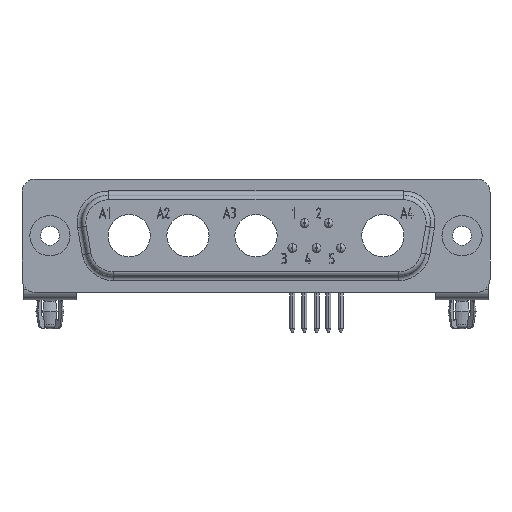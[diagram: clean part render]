
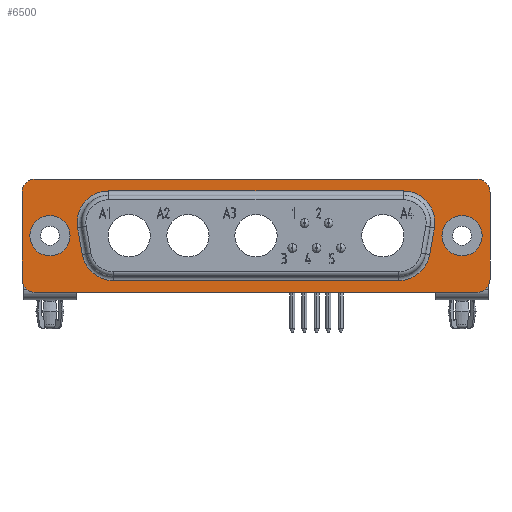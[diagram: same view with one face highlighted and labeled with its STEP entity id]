
A CAD part, front view. The second image highlights one B-rep face of the part: STEP entity #6500.
In plain terms, the highlighted face is planar.
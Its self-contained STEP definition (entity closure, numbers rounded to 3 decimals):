
#700=CARTESIAN_POINT('',(-220.901,214.697,0.66));
#710=DIRECTION('',(0.,0.,1.));
#720=DIRECTION('',(1.,0.,0.));
#730=AXIS2_PLACEMENT_3D('',#700,#710,#720);
#740=CIRCLE('',#730,1.5);
#750=CARTESIAN_POINT('',(-220.901,216.197,0.66));
#760=VERTEX_POINT('',#750);
#770=CARTESIAN_POINT('',(-222.401,214.697,0.66));
#780=VERTEX_POINT('',#770);
#790=EDGE_CURVE('',#760,#780,#740,.T.);
#4210=CARTESIAN_POINT('',(-220.901,162.777,0.66));
#4220=VERTEX_POINT('',#4210);
#4250=CARTESIAN_POINT('',(-194.125,162.777,0.66
));
#4260=DIRECTION('',(1.,0.,0.));
#4270=VECTOR('',#4260,1.);
#4280=LINE('',#4250,#4270);
#4290=CARTESIAN_POINT('',(-210.971,162.777,0.66));
#4300=VERTEX_POINT('',#4290);
#4310=EDGE_CURVE('',#4220,#4300,#4280,.T.);
#4940=CARTESIAN_POINT('',(-213.317,219.428,
0.66));
#4950=DIRECTION('',(0.,0.,-1.));
#4960=DIRECTION('',(1.,0.,0.));
#4970=AXIS2_PLACEMENT_3D('',#4940,#4950,#4960);
#4980=PLANE('',#4970);
#4990=CARTESIAN_POINT('',(-215.936,165.967,0.66));
#5000=DIRECTION('',(0.,0.,1.));
#5010=DIRECTION('',(-1.,0.,0.));
#5020=AXIS2_PLACEMENT_3D('',#4990,#5000,#5010);
#5030=CIRCLE('',#5020,2.3);
#5040=CARTESIAN_POINT('',(-218.236,165.967,0.66));
#5050=VERTEX_POINT('',#5040);
#5060=CARTESIAN_POINT('',(-213.636,165.967,0.66));
#5070=VERTEX_POINT('',#5060);
#5080=EDGE_CURVE('',#5050,#5070,#5030,.T.);
#5090=ORIENTED_EDGE('',*,*,#5080,.F.);
#5100=EDGE_CURVE('',#5070,#5050,#5030,.T.);
#5110=ORIENTED_EDGE('',*,*,#5100,.F.);
#5120=EDGE_LOOP('',(#5110,#5090));
#5130=FACE_BOUND('',#5120,.T.);
#5140=CARTESIAN_POINT('',(-217.451,205.773,0.66
));
#5150=DIRECTION('',(0.,0.,-1.));
#5160=DIRECTION('',(0.,-1.,0.));
#5170=AXIS2_PLACEMENT_3D('',#5140,#5150,#5160);
#5180=CIRCLE('',#5170,3.6);
#5190=CARTESIAN_POINT('',(-221.051,205.773,0.66
));
#5200=VERTEX_POINT('',#5190);
#5210=CARTESIAN_POINT('',(-218.076,209.318,
0.66));
#5220=VERTEX_POINT('',#5210);
#5230=EDGE_CURVE('',#5200,#5220,#5180,.T.);
#5240=ORIENTED_EDGE('',*,*,#5230,.T.);
#5250=CARTESIAN_POINT('',(-221.051,175.246,0.66
));
#5260=DIRECTION('',(0.,1.,0.));
#5270=VECTOR('',#5260,1.);
#5280=LINE('',#5250,#5270);
#5290=CARTESIAN_POINT('',(-221.051,173.202,0.66
));
#5300=VERTEX_POINT('',#5290);
#5310=EDGE_CURVE('',#5300,#5200,#5280,.T.);
#5320=ORIENTED_EDGE('',*,*,#5310,.T.);
#5330=CARTESIAN_POINT('',(-217.451,173.202,0.66
));
#5340=DIRECTION('',(0.,0.,1.));
#5350=DIRECTION('',(0.,1.,0.));
#5360=AXIS2_PLACEMENT_3D('',#5330,#5340,#5350);
#5370=CIRCLE('',#5360,3.6);
#5380=CARTESIAN_POINT('',(-218.076,169.656,
0.66));
#5390=VERTEX_POINT('',#5380);
#5400=EDGE_CURVE('',#5300,#5390,#5370,.T.);
#5410=ORIENTED_EDGE('',*,*,#5400,.F.);
#5420=CARTESIAN_POINT('',(-194.125,165.433,
0.66));
#5430=DIRECTION('',(0.985,-0.174,
0.));
#5440=VECTOR('',#5430,1.);
#5450=LINE('',#5420,#5440);
#5460=CARTESIAN_POINT('',(-215.046,169.122,
0.66));
#5470=VERTEX_POINT('',#5460);
#5480=EDGE_CURVE('',#5390,#5470,#5450,.T.);
#5490=ORIENTED_EDGE('',*,*,#5480,.F.);
#5500=CARTESIAN_POINT('',(-214.421,172.667,0.66));
#5510=DIRECTION('',(0.,0.,1.));
#5520=DIRECTION('',(0.,1.,0.));
#5530=AXIS2_PLACEMENT_3D('',#5500,#5510,#5520);
#5540=CIRCLE('',#5530,3.6);
#5550=CARTESIAN_POINT('',(-210.821,172.667,0.66));
#5560=VERTEX_POINT('',#5550);
#5570=EDGE_CURVE('',#5470,#5560,#5540,.T.);
#5580=ORIENTED_EDGE('',*,*,#5570,.F.);
#5590=CARTESIAN_POINT('',(-210.821,175.246,0.66
));
#5600=DIRECTION('',(0.,-1.,0.));
#5610=VECTOR('',#5600,1.);
#5620=LINE('',#5590,#5610);
#5630=CARTESIAN_POINT('',(-210.821,206.307,0.66));
#5640=VERTEX_POINT('',#5630);
#5650=EDGE_CURVE('',#5640,#5560,#5620,.T.);
#5660=ORIENTED_EDGE('',*,*,#5650,.T.);
#5670=CARTESIAN_POINT('',(-214.421,206.307,0.66));
#5680=DIRECTION('',(0.,0.,1.));
#5690=DIRECTION('',(0.,1.,0.));
#5700=AXIS2_PLACEMENT_3D('',#5670,#5680,#5690);
#5710=CIRCLE('',#5700,3.6);
#5720=CARTESIAN_POINT('',(-215.046,209.853,
0.66));
#5730=VERTEX_POINT('',#5720);
#5740=EDGE_CURVE('',#5640,#5730,#5710,.T.);
#5750=ORIENTED_EDGE('',*,*,#5740,.F.);
#5760=CARTESIAN_POINT('',(-194.125,213.541,
0.66));
#5770=DIRECTION('',(-0.985,-0.174,
0.));
#5780=VECTOR('',#5770,1.);
#5790=LINE('',#5760,#5780);
#5800=EDGE_CURVE('',#5730,#5220,#5790,.T.);
#5810=ORIENTED_EDGE('',*,*,#5800,.F.);
#5820=EDGE_LOOP('',(#5810,#5750,#5660,#5580,#5490,#5410,#5320,#5240));
#5830=FACE_BOUND('',#5820,.T.);
#5840=CARTESIAN_POINT('',(-215.936,213.007,0.66));
#5850=DIRECTION('',(0.,0.,1.));
#5860=DIRECTION('',(-1.,0.,0.));
#5870=AXIS2_PLACEMENT_3D('',#5840,#5850,#5860);
#5880=CIRCLE('',#5870,2.3);
#5890=CARTESIAN_POINT('',(-218.236,213.007,0.66));
#5900=VERTEX_POINT('',#5890);
#5910=CARTESIAN_POINT('',(-213.636,213.007,0.66));
#5920=VERTEX_POINT('',#5910);
#5930=EDGE_CURVE('',#5900,#5920,#5880,.T.);
#5940=ORIENTED_EDGE('',*,*,#5930,.F.);
#5950=EDGE_CURVE('',#5920,#5900,#5880,.T.);
#5960=ORIENTED_EDGE('',*,*,#5950,.F.);
#5970=EDGE_LOOP('',(#5960,#5940));
#5980=FACE_BOUND('',#5970,.T.);
#5990=CARTESIAN_POINT('',(-210.971,164.277,0.66));
#6000=DIRECTION('',(0.,0.,1.));
#6010=DIRECTION('',(0.,1.,0.));
#6020=AXIS2_PLACEMENT_3D('',#5990,#6000,#6010);
#6030=CIRCLE('',#6020,1.5);
#6040=CARTESIAN_POINT('',(-209.471,164.277,0.66));
#6050=VERTEX_POINT('',#6040);
#6060=EDGE_CURVE('',#4300,#6050,#6030,.T.);
#6070=ORIENTED_EDGE('',*,*,#6060,.T.);
#6080=ORIENTED_EDGE('',*,*,#4310,.T.);
#6090=CARTESIAN_POINT('',(-220.901,164.277,0.66));
#6100=DIRECTION('',(0.,0.,-1.));
#6110=DIRECTION('',(0.,-1.,0.));
#6120=AXIS2_PLACEMENT_3D('',#6090,#6100,#6110);
#6130=CIRCLE('',#6120,1.5);
#6140=CARTESIAN_POINT('',(-222.401,164.277,0.66));
#6150=VERTEX_POINT('',#6140);
#6160=EDGE_CURVE('',#4220,#6150,#6130,.T.);
#6170=ORIENTED_EDGE('',*,*,#6160,.F.);
#6180=CARTESIAN_POINT('',(-222.401,153.166,0.66
));
#6190=DIRECTION('',(0.,1.,0.));
#6200=VECTOR('',#6190,1.);
#6210=LINE('',#6180,#6200);
#6220=EDGE_CURVE('',#6150,#780,#6210,.T.);
#6230=ORIENTED_EDGE('',*,*,#6220,.F.);
#6240=ORIENTED_EDGE('',*,*,#790,.T.);
#6250=CARTESIAN_POINT('',(-194.125,216.197,0.66
));
#6260=DIRECTION('',(-1.,0.,0.));
#6270=VECTOR('',#6260,1.);
#6280=LINE('',#6250,#6270);
#6290=CARTESIAN_POINT('',(-210.971,216.197,0.66));
#6300=VERTEX_POINT('',#6290);
#6310=EDGE_CURVE('',#6300,#760,#6280,.T.);
#6320=ORIENTED_EDGE('',*,*,#6310,.T.);
#6330=CARTESIAN_POINT('',(-210.971,214.697,0.66));
#6340=DIRECTION('',(0.,0.,-1.));
#6350=DIRECTION('',(-1.,0.,0.));
#6360=AXIS2_PLACEMENT_3D('',#6330,#6340,#6350);
#6370=CIRCLE('',#6360,1.5);
#6380=CARTESIAN_POINT('',(-209.471,214.697,0.66));
#6390=VERTEX_POINT('',#6380);
#6400=EDGE_CURVE('',#6300,#6390,#6370,.T.);
#6410=ORIENTED_EDGE('',*,*,#6400,.F.);
#6420=CARTESIAN_POINT('',(-209.471,153.166,0.66
));
#6430=DIRECTION('',(0.,-1.,0.));
#6440=VECTOR('',#6430,1.);
#6450=LINE('',#6420,#6440);
#6460=EDGE_CURVE('',#6390,#6050,#6450,.T.);
#6470=ORIENTED_EDGE('',*,*,#6460,.F.);
#6480=EDGE_LOOP('',(#6470,#6410,#6320,#6240,#6230,#6170,#6080,#6070));
#6490=FACE_OUTER_BOUND('',#6480,.T.);
#6500=ADVANCED_FACE('',(#5130,#5830,#5980,#6490),#4980,.F.);
